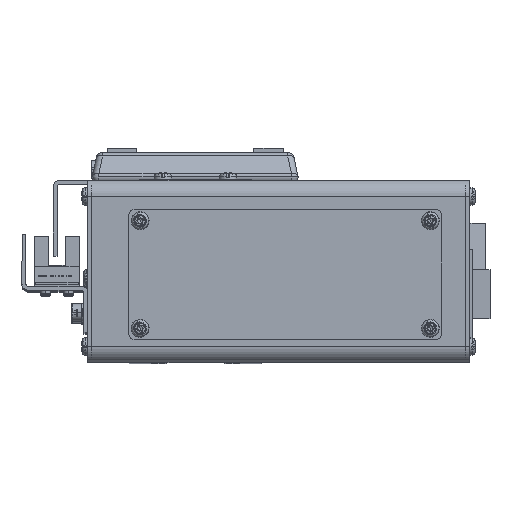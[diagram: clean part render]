
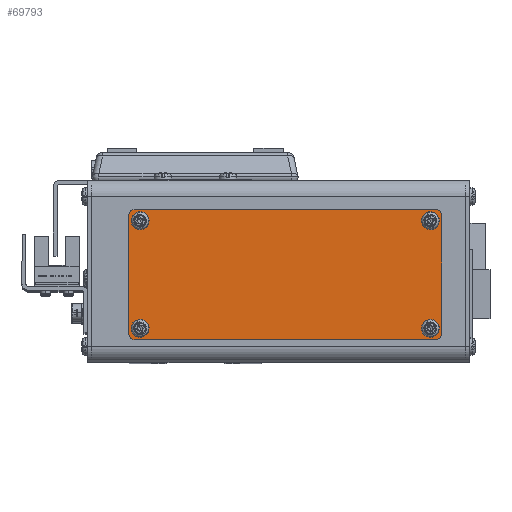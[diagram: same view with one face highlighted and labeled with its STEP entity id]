
A CAD part, top view. The second image highlights one B-rep face of the part: STEP entity #69793.
In plain terms, the highlighted face is planar.
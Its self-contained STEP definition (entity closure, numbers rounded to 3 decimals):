
#314 = CARTESIAN_POINT ( 'NONE',  ( 135.206, 199.269, 0. ) ) ;
#919 = DIRECTION ( 'NONE',  ( 1., 0., 0. ) ) ;
#1072 = CIRCLE ( 'NONE', #4783, 1.7 ) ;
#1078 = DIRECTION ( 'NONE',  ( 1., 0., 0. ) ) ;
#1554 = CARTESIAN_POINT ( 'NONE',  ( 47.906, 232.269, 0. ) ) ;
#2265 = EDGE_CURVE ( 'NONE', #5410, #19030, #32341, .T. ) ;
#2458 = LINE ( 'NONE', #70692, #16196 ) ;
#2638 = CARTESIAN_POINT ( 'NONE',  ( 47.906, 199.269, 0. ) ) ;
#3078 = AXIS2_PLACEMENT_3D ( 'NONE', #55277, #20270, #61159 ) ;
#4783 = AXIS2_PLACEMENT_3D ( 'NONE', #56028, #21020, #61885 ) ;
#5019 = CARTESIAN_POINT ( 'NONE',  ( 140.406, 197.769, 0. ) ) ;
#5410 = VERTEX_POINT ( 'NONE', #64740 ) ;
#5437 = EDGE_CURVE ( 'NONE', #73559, #59426, #58079, .T. ) ;
#6285 = CARTESIAN_POINT ( 'NONE',  ( 44.406, 197.769, 0. ) ) ;
#6378 = CARTESIAN_POINT ( 'NONE',  ( 138.606, 199.269, 0. ) ) ;
#6591 = ORIENTED_EDGE ( 'NONE', *, *, #61076, .F. ) ;
#7159 = DIRECTION ( 'NONE',  ( 0., 0., 1. ) ) ;
#7398 = DIRECTION ( 'NONE',  ( 1., 0., 0. ) ) ;
#8144 = CARTESIAN_POINT ( 'NONE',  ( 136.906, 199.269, 0. ) ) ;
#8149 = EDGE_CURVE ( 'NONE', #8948, #35023, #71495, .T. ) ;
#8478 = DIRECTION ( 'NONE',  ( 1., 0., 0. ) ) ;
#8948 = VERTEX_POINT ( 'NONE', #17521 ) ;
#11625 = CARTESIAN_POINT ( 'NONE',  ( 46.206, 199.269, 0. ) ) ;
#11857 = ORIENTED_EDGE ( 'NONE', *, *, #5437, .F. ) ;
#13222 = FACE_BOUND ( 'NONE', #34514, .T. ) ;
#13959 = EDGE_LOOP ( 'NONE', ( #60443, #21803 ) ) ;
#14044 = DIRECTION ( 'NONE',  ( 1., 0., 0. ) ) ;
#14166 = VERTEX_POINT ( 'NONE', #15545 ) ;
#14512 = EDGE_CURVE ( 'NONE', #32146, #66662, #68415, .T. ) ;
#15545 = CARTESIAN_POINT ( 'NONE',  ( 138.406, 235.769, 0. ) ) ;
#16196 = VECTOR ( 'NONE', #59015, 1000. ) ;
#16951 = CARTESIAN_POINT ( 'NONE',  ( 49.606, 199.269, 0. ) ) ;
#17274 = EDGE_LOOP ( 'NONE', ( #48240, #64588 ) ) ;
#17521 = CARTESIAN_POINT ( 'NONE',  ( 138.606, 232.269, 0. ) ) ;
#17554 = ORIENTED_EDGE ( 'NONE', *, *, #46618, .F. ) ;
#19030 = VERTEX_POINT ( 'NONE', #64006 ) ;
#19269 = EDGE_CURVE ( 'NONE', #35023, #8948, #67392, .T. ) ;
#19714 = DIRECTION ( 'NONE',  ( 0., 0., 1. ) ) ;
#20010 = ORIENTED_EDGE ( 'NONE', *, *, #58974, .T. ) ;
#20074 = ORIENTED_EDGE ( 'NONE', *, *, #2265, .T. ) ;
#20123 = DIRECTION ( 'NONE',  ( 0., 1., 0. ) ) ;
#20270 = DIRECTION ( 'NONE',  ( 0., 0., 1. ) ) ;
#20367 = PLANE ( 'NONE',  #27744 ) ;
#20792 = AXIS2_PLACEMENT_3D ( 'NONE', #2638, #43528, #8478 ) ;
#21020 = DIRECTION ( 'NONE',  ( 0., 0., 1. ) ) ;
#21191 = VERTEX_POINT ( 'NONE', #6378 ) ;
#21348 = VERTEX_POINT ( 'NONE', #31163 ) ;
#21533 = CIRCLE ( 'NONE', #20792, 1.7 ) ;
#21707 = VERTEX_POINT ( 'NONE', #5019 ) ;
#21803 = ORIENTED_EDGE ( 'NONE', *, *, #14512, .T. ) ;
#21829 = EDGE_CURVE ( 'NONE', #27106, #44294, #42412, .T. ) ;
#22139 = CARTESIAN_POINT ( 'NONE',  ( 135.206, 232.269, 0. ) ) ;
#22348 = VERTEX_POINT ( 'NONE', #314 ) ;
#22822 = DIRECTION ( 'NONE',  ( 0., 0., 1. ) ) ;
#23739 = CARTESIAN_POINT ( 'NONE',  ( 46.406, 235.769, 0. ) ) ;
#24151 = CARTESIAN_POINT ( 'NONE',  ( 138.406, 195.769, 0. ) ) ;
#25834 = VERTEX_POINT ( 'NONE', #52068 ) ;
#26801 = VECTOR ( 'NONE', #20123, 1000. ) ;
#26866 = VECTOR ( 'NONE', #30043, 1000. ) ;
#26962 = FACE_BOUND ( 'NONE', #41154, .T. ) ;
#27106 = VERTEX_POINT ( 'NONE', #42914 ) ;
#27285 = ORIENTED_EDGE ( 'NONE', *, *, #42077, .F. ) ;
#27744 = AXIS2_PLACEMENT_3D ( 'NONE', #32123, #72954, #37996 ) ;
#29171 = CARTESIAN_POINT ( 'NONE',  ( 138.406, 195.769, 0. ) ) ;
#30035 = DIRECTION ( 'NONE',  ( 0., 0., 1. ) ) ;
#30040 = AXIS2_PLACEMENT_3D ( 'NONE', #70888, #35922, #919 ) ;
#30043 = DIRECTION ( 'NONE',  ( 1., 0., 0. ) ) ;
#30373 = VECTOR ( 'NONE', #41100, 1000. ) ;
#31163 = CARTESIAN_POINT ( 'NONE',  ( 44.406, 197.769, 0. ) ) ;
#31617 = CIRCLE ( 'NONE', #45494, 1.7 ) ;
#32123 = CARTESIAN_POINT ( 'NONE',  ( 46.406, 233.769, 0. ) ) ;
#32146 = VERTEX_POINT ( 'NONE', #16951 ) ;
#32341 = CIRCLE ( 'NONE', #52554, 1.7 ) ;
#33467 = DIRECTION ( 'NONE',  ( 0., 0., 1. ) ) ;
#34514 = EDGE_LOOP ( 'NONE', ( #20074, #72044 ) ) ;
#35023 = VERTEX_POINT ( 'NONE', #22139 ) ;
#35251 = ORIENTED_EDGE ( 'NONE', *, *, #44005, .T. ) ;
#35922 = DIRECTION ( 'NONE',  ( 0., 0., 1. ) ) ;
#36081 = DIRECTION ( 'NONE',  ( 0., 0., 1. ) ) ;
#37996 = DIRECTION ( 'NONE',  ( 1., 0., 0. ) ) ;
#40395 = EDGE_CURVE ( 'NONE', #66662, #32146, #21533, .T. ) ;
#41100 = DIRECTION ( 'NONE',  ( 0., -1., 0. ) ) ;
#41154 = EDGE_LOOP ( 'NONE', ( #35251, #20010 ) ) ;
#42077 = EDGE_CURVE ( 'NONE', #21707, #25834, #42347, .T. ) ;
#42217 = CARTESIAN_POINT ( 'NONE',  ( 47.906, 232.269, 0. ) ) ;
#42347 = LINE ( 'NONE', #72445, #26801 ) ;
#42412 = LINE ( 'NONE', #24151, #26866 ) ;
#42441 = DIRECTION ( 'NONE',  ( 0., 0., 1. ) ) ;
#42499 = FACE_BOUND ( 'NONE', #13959, .T. ) ;
#42914 = CARTESIAN_POINT ( 'NONE',  ( 46.406, 195.769, 0. ) ) ;
#43434 = EDGE_LOOP ( 'NONE', ( #11857, #6591, #67417, #27285, #67325, #70647, #45945, #17554 ) ) ;
#43496 = CIRCLE ( 'NONE', #65093, 1.7 ) ;
#43528 = DIRECTION ( 'NONE',  ( 0., 0., 1. ) ) ;
#44005 = EDGE_CURVE ( 'NONE', #22348, #21191, #1072, .T. ) ;
#44294 = VERTEX_POINT ( 'NONE', #29171 ) ;
#45494 = AXIS2_PLACEMENT_3D ( 'NONE', #1554, #42441, #7398 ) ;
#45827 = AXIS2_PLACEMENT_3D ( 'NONE', #71044, #36081, #1078 ) ;
#45945 = ORIENTED_EDGE ( 'NONE', *, *, #68272, .F. ) ;
#46618 = EDGE_CURVE ( 'NONE', #59426, #21348, #59635, .T. ) ;
#47366 = AXIS2_PLACEMENT_3D ( 'NONE', #68435, #33467, #74318 ) ;
#47727 = CARTESIAN_POINT ( 'NONE',  ( 44.406, 233.769, 0. ) ) ;
#48078 = DIRECTION ( 'NONE',  ( 1., 0., 0. ) ) ;
#48240 = ORIENTED_EDGE ( 'NONE', *, *, #19269, .T. ) ;
#49046 = DIRECTION ( 'NONE',  ( 0., 0., 1. ) ) ;
#51297 = EDGE_CURVE ( 'NONE', #25834, #14166, #74605, .T. ) ;
#52006 = CIRCLE ( 'NONE', #74166, 2. ) ;
#52068 = CARTESIAN_POINT ( 'NONE',  ( 140.406, 233.769, 0. ) ) ;
#52554 = AXIS2_PLACEMENT_3D ( 'NONE', #42217, #7159, #48078 ) ;
#54320 = AXIS2_PLACEMENT_3D ( 'NONE', #57828, #22822, #63717 ) ;
#54710 = CARTESIAN_POINT ( 'NONE',  ( 136.906, 232.269, 0. ) ) ;
#55277 = CARTESIAN_POINT ( 'NONE',  ( 138.406, 233.769, 0. ) ) ;
#56028 = CARTESIAN_POINT ( 'NONE',  ( 136.906, 199.269, 0. ) ) ;
#57828 = CARTESIAN_POINT ( 'NONE',  ( 138.406, 197.769, 0. ) ) ;
#58065 = FACE_OUTER_BOUND ( 'NONE', #43434, .T. ) ;
#58079 = CIRCLE ( 'NONE', #45827, 2. ) ;
#58902 = EDGE_CURVE ( 'NONE', #19030, #5410, #31617, .T. ) ;
#58974 = EDGE_CURVE ( 'NONE', #21191, #22348, #43496, .T. ) ;
#59015 = DIRECTION ( 'NONE',  ( -1., 0., 0. ) ) ;
#59426 = VERTEX_POINT ( 'NONE', #47727 ) ;
#59583 = AXIS2_PLACEMENT_3D ( 'NONE', #54710, #19714, #60605 ) ;
#59635 = LINE ( 'NONE', #6285, #30373 ) ;
#60443 = ORIENTED_EDGE ( 'NONE', *, *, #40395, .T. ) ;
#60605 = DIRECTION ( 'NONE',  ( 1., 0., 0. ) ) ;
#61076 = EDGE_CURVE ( 'NONE', #14166, #73559, #2458, .T. ) ;
#61159 = DIRECTION ( 'NONE',  ( 1., 0., 0. ) ) ;
#61885 = DIRECTION ( 'NONE',  ( 1., 0., 0. ) ) ;
#63717 = DIRECTION ( 'NONE',  ( 1., 0., 0. ) ) ;
#63742 = EDGE_CURVE ( 'NONE', #44294, #21707, #65249, .T. ) ;
#64006 = CARTESIAN_POINT ( 'NONE',  ( 49.606, 232.269, 0. ) ) ;
#64588 = ORIENTED_EDGE ( 'NONE', *, *, #8149, .T. ) ;
#64740 = CARTESIAN_POINT ( 'NONE',  ( 46.206, 232.269, 0. ) ) ;
#65047 = CARTESIAN_POINT ( 'NONE',  ( 46.406, 197.769, 0. ) ) ;
#65093 = AXIS2_PLACEMENT_3D ( 'NONE', #8144, #49046, #14044 ) ;
#65249 = CIRCLE ( 'NONE', #54320, 2. ) ;
#66662 = VERTEX_POINT ( 'NONE', #11625 ) ;
#67325 = ORIENTED_EDGE ( 'NONE', *, *, #63742, .F. ) ;
#67392 = CIRCLE ( 'NONE', #59583, 1.7 ) ;
#67417 = ORIENTED_EDGE ( 'NONE', *, *, #51297, .F. ) ;
#68272 = EDGE_CURVE ( 'NONE', #21348, #27106, #52006, .T. ) ;
#68415 = CIRCLE ( 'NONE', #30040, 1.7 ) ;
#68435 = CARTESIAN_POINT ( 'NONE',  ( 136.906, 232.269, 0. ) ) ;
#69793 = ADVANCED_FACE ( 'NONE', ( #73555, #13222, #58065, #42499, #26962 ), #20367, .F. ) ;
#70647 = ORIENTED_EDGE ( 'NONE', *, *, #21829, .F. ) ;
#70692 = CARTESIAN_POINT ( 'NONE',  ( 46.406, 235.769, 0. ) ) ;
#70857 = DIRECTION ( 'NONE',  ( 1., 0., 0. ) ) ;
#70888 = CARTESIAN_POINT ( 'NONE',  ( 47.906, 199.269, 0. ) ) ;
#71044 = CARTESIAN_POINT ( 'NONE',  ( 46.406, 233.769, 0. ) ) ;
#71495 = CIRCLE ( 'NONE', #47366, 1.7 ) ;
#72044 = ORIENTED_EDGE ( 'NONE', *, *, #58902, .T. ) ;
#72445 = CARTESIAN_POINT ( 'NONE',  ( 140.406, 233.769, 0. ) ) ;
#72954 = DIRECTION ( 'NONE',  ( 0., 0., 1. ) ) ;
#73555 = FACE_BOUND ( 'NONE', #17274, .T. ) ;
#73559 = VERTEX_POINT ( 'NONE', #23739 ) ;
#74166 = AXIS2_PLACEMENT_3D ( 'NONE', #65047, #30035, #70857 ) ;
#74318 = DIRECTION ( 'NONE',  ( 1., 0., 0. ) ) ;
#74605 = CIRCLE ( 'NONE', #3078, 2. ) ;
